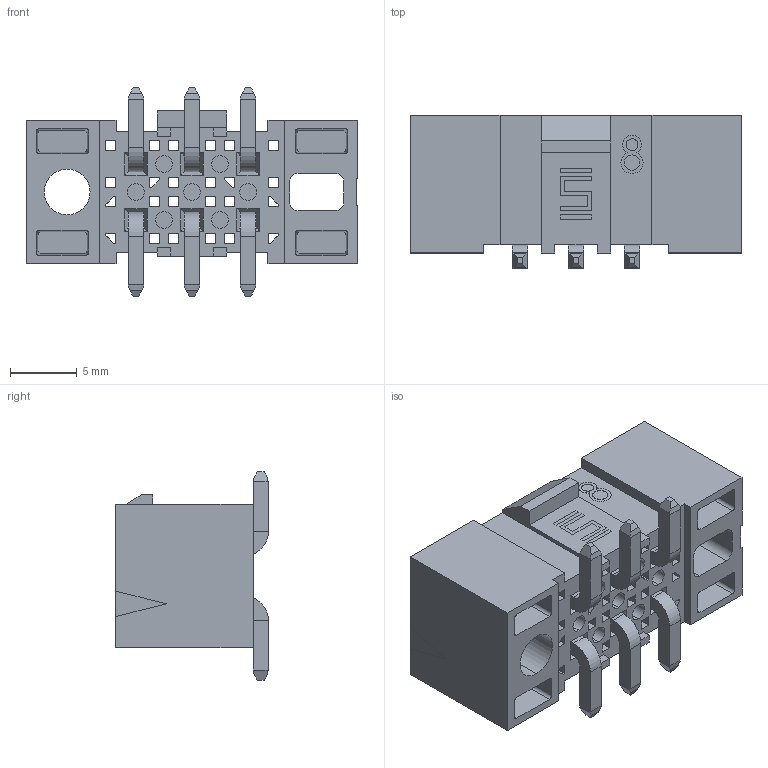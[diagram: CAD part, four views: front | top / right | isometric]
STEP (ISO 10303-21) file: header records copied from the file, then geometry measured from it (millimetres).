
FILE_DESCRIPTION (( 'STEP AP203' ), '1' );
FILE_NAME ('IPBT-103-H2-X-D-GP.step', '2004-08-12T21:06:43', ( 'Dean Purvis' ), ( ' ' ), 'SwSTEP 2.0', 'SolidWorks 2003314', '' );
FILE_SCHEMA (( 'CONFIG_CONTROL_DESIGN' ));
Length unit declared in the file: inch
Products named in the file (3): IPBT-103-H2-X-D-GP; IPBT-XX-D-XX_Customer Model: -GP; T-1S55-X_SMT
Assembly tree (7 placements, depth 2):
  IPBT-103-H2-X-D-GP
    IPBT-XX-D-XX_Customer Model: -GP
    T-1S55-X_SMT  x6
Bounding box: 24.83 x 11.43 x 15.62 mm (x, y, z)
Volume: 1504.1 mm3; surface area: 3127.9 mm2
Topology: 7 solids, 7 shells, 569 faces, 1460 edges, 904 vertices
Faces by surface type: plane 505, cylinder 58, cone 6
Entity records: 13579 total; most frequent: CARTESIAN_POINT 2389, ORIENTED_EDGE 2280, DIRECTION 2076, EDGE_CURVE 1140, LINE 1038, VECTOR 1038, VERTEX_POINT 704, AXIS2_PLACEMENT_3D 519
